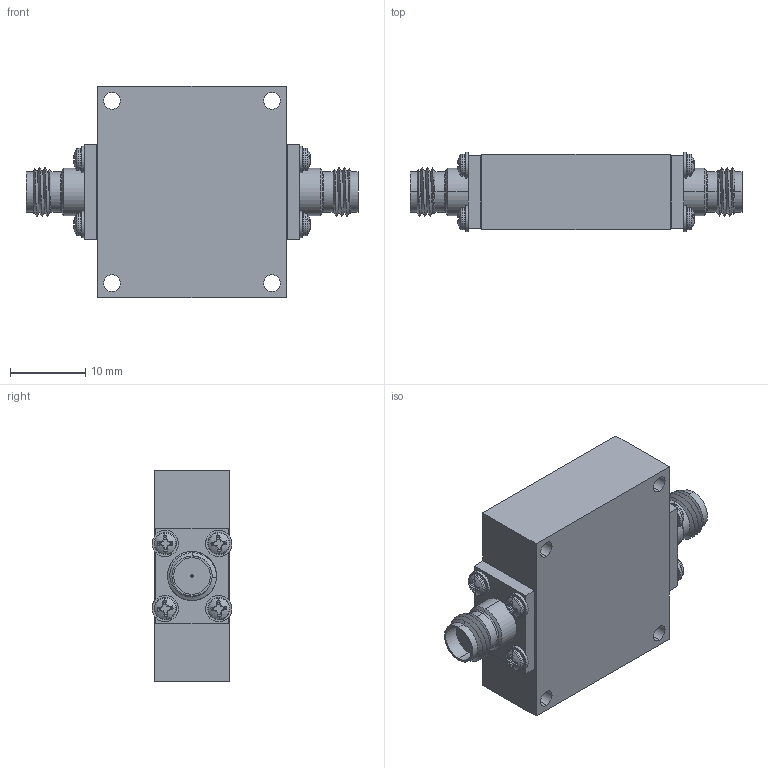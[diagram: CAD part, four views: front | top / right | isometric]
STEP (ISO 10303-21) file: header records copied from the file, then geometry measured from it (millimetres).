
FILE_DESCRIPTION (( 'STEP AP214' ), '1' );
FILE_NAME ('CF-BFKU-LJ1, DF.STEP', '2025-10-10T21:36:05', ( '' ), ( '' ), 'SwSTEP 2.0', 'SolidWorks 2021', '' );
FILE_SCHEMA (( 'AUTOMOTIVE_DESIGN' ));
Length unit declared in the file: inch
Products named in the file (1): CF-BFKU-LJ1, DF
Bounding box: 44.05 x 10.59 x 28 mm (x, y, z)
Volume: 7658.6 mm3; surface area: 4036 mm2
Topology: 1 solids, 3 shells, 638 faces, 1814 edges, 1176 vertices
Faces by surface type: cylinder 288, plane 222, cone 56, torus 36, bspline 20, sphere 16
Entity records: 36242 total; most frequent: CARTESIAN_POINT 12231, ORIENTED_EDGE 3628, DIRECTION 3242, EDGE_CURVE 1814, AXIS2_PLACEMENT_3D 1287, VERTEX_POINT 1176, EDGE_LOOP 688, CIRCLE 668
